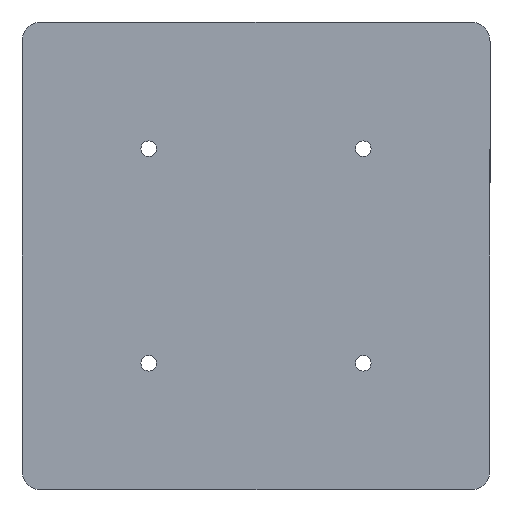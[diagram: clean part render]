
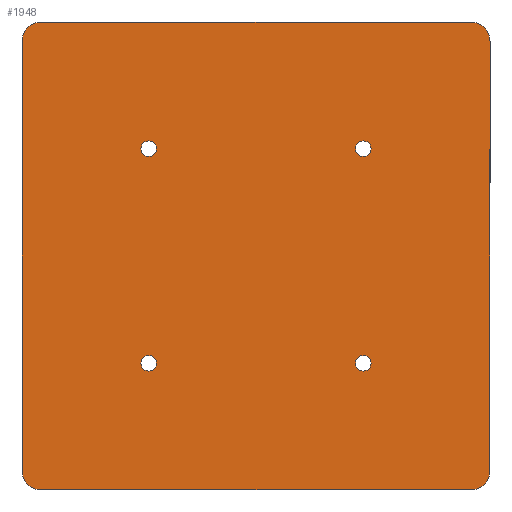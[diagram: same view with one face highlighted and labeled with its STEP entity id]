
A CAD part, front view. The second image highlights one B-rep face of the part: STEP entity #1948.
In plain terms, the highlighted planar face has unit normal (0, -1, 0).
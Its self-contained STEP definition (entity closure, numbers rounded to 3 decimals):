
#13 = DIRECTION ( 'NONE',  ( 0., 0., 1. ) ) ;
#15 = CARTESIAN_POINT ( 'NONE',  ( 0., 0., 0. ) ) ;
#75 = VECTOR ( 'NONE', #2808, 1000. ) ;
#94 = CARTESIAN_POINT ( 'NONE',  ( 26., 0., 26. ) ) ;
#108 = EDGE_CURVE ( 'NONE', #240, #2156, #2773, .T. ) ;
#128 = FACE_BOUND ( 'NONE', #2106, .T. ) ;
#133 = CARTESIAN_POINT ( 'NONE',  ( 0., 0., 96. ) ) ;
#185 = VERTEX_POINT ( 'NONE', #1502 ) ;
#233 = CIRCLE ( 'NONE', #408, 1.6 ) ;
#240 = VERTEX_POINT ( 'NONE', #1341 ) ;
#272 = VERTEX_POINT ( 'NONE', #1634 ) ;
#284 = DIRECTION ( 'NONE',  ( 0., 0., 1. ) ) ;
#297 = CARTESIAN_POINT ( 'NONE',  ( 26., 0., 26. ) ) ;
#301 = AXIS2_PLACEMENT_3D ( 'NONE', #1474, #1417, #609 ) ;
#360 = CIRCLE ( 'NONE', #1238, 4. ) ;
#367 = DIRECTION ( 'NONE',  ( 0., -1., 0. ) ) ;
#408 = AXIS2_PLACEMENT_3D ( 'NONE', #94, #1496, #3313 ) ;
#409 = AXIS2_PLACEMENT_3D ( 'NONE', #297, #566, #2427 ) ;
#430 = ORIENTED_EDGE ( 'NONE', *, *, #785, .F. ) ;
#445 = VERTEX_POINT ( 'NONE', #465 ) ;
#456 = ORIENTED_EDGE ( 'NONE', *, *, #2330, .T. ) ;
#465 = CARTESIAN_POINT ( 'NONE',  ( 96., 0., 92. ) ) ;
#499 = AXIS2_PLACEMENT_3D ( 'NONE', #1805, #1574, #3076 ) ;
#500 = VERTEX_POINT ( 'NONE', #2394 ) ;
#553 = DIRECTION ( 'NONE',  ( 0., 0., 1. ) ) ;
#566 = DIRECTION ( 'NONE',  ( 0., -1., 0. ) ) ;
#567 = CARTESIAN_POINT ( 'NONE',  ( 70., 0., 70. ) ) ;
#576 = CARTESIAN_POINT ( 'NONE',  ( 92., 0., 4. ) ) ;
#584 = LINE ( 'NONE', #133, #2176 ) ;
#586 = ORIENTED_EDGE ( 'NONE', *, *, #1338, .F. ) ;
#592 = DIRECTION ( 'NONE',  ( 0., 0., 1. ) ) ;
#596 = EDGE_CURVE ( 'NONE', #500, #1251, #2011, .T. ) ;
#609 = DIRECTION ( 'NONE',  ( 0., 0., 1. ) ) ;
#626 = AXIS2_PLACEMENT_3D ( 'NONE', #1721, #2514, #3272 ) ;
#646 = ORIENTED_EDGE ( 'NONE', *, *, #2835, .F. ) ;
#659 = ORIENTED_EDGE ( 'NONE', *, *, #2499, .F. ) ;
#701 = EDGE_CURVE ( 'NONE', #2880, #993, #2664, .T. ) ;
#785 = EDGE_CURVE ( 'NONE', #1400, #1572, #3288, .T. ) ;
#828 = DIRECTION ( 'NONE',  ( 0., 0., 1. ) ) ;
#843 = CIRCLE ( 'NONE', #3134, 1.6 ) ;
#847 = CARTESIAN_POINT ( 'NONE',  ( 4., 0., 4. ) ) ;
#896 = CIRCLE ( 'NONE', #2960, 1.6 ) ;
#913 = FACE_OUTER_BOUND ( 'NONE', #2460, .T. ) ;
#937 = AXIS2_PLACEMENT_3D ( 'NONE', #1734, #367, #1941 ) ;
#949 = VERTEX_POINT ( 'NONE', #1639 ) ;
#977 = VERTEX_POINT ( 'NONE', #3223 ) ;
#982 = DIRECTION ( 'NONE',  ( 0., 0., 1. ) ) ;
#993 = VERTEX_POINT ( 'NONE', #1313 ) ;
#1008 = CARTESIAN_POINT ( 'NONE',  ( 26., 0., 24.4 ) ) ;
#1052 = EDGE_CURVE ( 'NONE', #500, #1152, #584, .T. ) ;
#1064 = CIRCLE ( 'NONE', #2251, 4. ) ;
#1084 = CARTESIAN_POINT ( 'NONE',  ( 26., 0., 27.6 ) ) ;
#1113 = ORIENTED_EDGE ( 'NONE', *, *, #2999, .T. ) ;
#1152 = VERTEX_POINT ( 'NONE', #1438 ) ;
#1163 = EDGE_CURVE ( 'NONE', #2374, #1715, #233, .T. ) ;
#1166 = CARTESIAN_POINT ( 'NONE',  ( 92., 0., 0. ) ) ;
#1185 = DIRECTION ( 'NONE',  ( -1., 0., 0. ) ) ;
#1196 = CARTESIAN_POINT ( 'NONE',  ( 26., 0., 71.6 ) ) ;
#1238 = AXIS2_PLACEMENT_3D ( 'NONE', #2324, #3382, #982 ) ;
#1251 = VERTEX_POINT ( 'NONE', #3381 ) ;
#1309 = DIRECTION ( 'NONE',  ( 0., 0., -1. ) ) ;
#1313 = CARTESIAN_POINT ( 'NONE',  ( 96., 0., 4. ) ) ;
#1338 = EDGE_CURVE ( 'NONE', #1715, #2374, #2131, .T. ) ;
#1339 = CARTESIAN_POINT ( 'NONE',  ( 96., 0., 0. ) ) ;
#1341 = CARTESIAN_POINT ( 'NONE',  ( 26., 0., 68.4 ) ) ;
#1349 = EDGE_LOOP ( 'NONE', ( #1803, #659 ) ) ;
#1372 = DIRECTION ( 'NONE',  ( 0., 1., 0. ) ) ;
#1400 = VERTEX_POINT ( 'NONE', #1660 ) ;
#1417 = DIRECTION ( 'NONE',  ( 0., -1., 0. ) ) ;
#1438 = CARTESIAN_POINT ( 'NONE',  ( 92., 0., 96. ) ) ;
#1474 = CARTESIAN_POINT ( 'NONE',  ( 26., 0., 70. ) ) ;
#1475 = DIRECTION ( 'NONE',  ( 0., 0., 1. ) ) ;
#1491 = CARTESIAN_POINT ( 'NONE',  ( 70., 0., 27.6 ) ) ;
#1496 = DIRECTION ( 'NONE',  ( 0., -1., 0. ) ) ;
#1502 = CARTESIAN_POINT ( 'NONE',  ( 70., 0., 68.4 ) ) ;
#1572 = VERTEX_POINT ( 'NONE', #1491 ) ;
#1574 = DIRECTION ( 'NONE',  ( 0., -1., 0. ) ) ;
#1634 = CARTESIAN_POINT ( 'NONE',  ( 0., 0., 4. ) ) ;
#1639 = CARTESIAN_POINT ( 'NONE',  ( 70., 0., 71.6 ) ) ;
#1660 = CARTESIAN_POINT ( 'NONE',  ( 70., 0., 24.4 ) ) ;
#1703 = ORIENTED_EDGE ( 'NONE', *, *, #2934, .F. ) ;
#1706 = DIRECTION ( 'NONE',  ( 0., -1., 0. ) ) ;
#1715 = VERTEX_POINT ( 'NONE', #1008 ) ;
#1721 = CARTESIAN_POINT ( 'NONE',  ( 70., 0., 70. ) ) ;
#1725 = FACE_BOUND ( 'NONE', #1885, .T. ) ;
#1734 = CARTESIAN_POINT ( 'NONE',  ( 70., 0., 26. ) ) ;
#1803 = ORIENTED_EDGE ( 'NONE', *, *, #2133, .F. ) ;
#1805 = CARTESIAN_POINT ( 'NONE',  ( 26., 0., 70. ) ) ;
#1885 = EDGE_LOOP ( 'NONE', ( #2297, #2956 ) ) ;
#1928 = DIRECTION ( 'NONE',  ( 0., -1., 0. ) ) ;
#1931 = ORIENTED_EDGE ( 'NONE', *, *, #2198, .F. ) ;
#1941 = DIRECTION ( 'NONE',  ( 0., 0., 1. ) ) ;
#1947 = DIRECTION ( 'NONE',  ( 0., -1., 0. ) ) ;
#1948 = ADVANCED_FACE ( 'NONE', ( #128, #1725, #2257, #3315, #913 ), #3199, .F. ) ;
#2011 = CIRCLE ( 'NONE', #3164, 4. ) ;
#2041 = LINE ( 'NONE', #2541, #2472 ) ;
#2049 = CARTESIAN_POINT ( 'NONE',  ( 0., 0., 0. ) ) ;
#2106 = EDGE_LOOP ( 'NONE', ( #1703, #430 ) ) ;
#2131 = CIRCLE ( 'NONE', #409, 1.6 ) ;
#2133 = EDGE_CURVE ( 'NONE', #949, #185, #3016, .T. ) ;
#2141 = VECTOR ( 'NONE', #1309, 1000. ) ;
#2156 = VERTEX_POINT ( 'NONE', #1196 ) ;
#2176 = VECTOR ( 'NONE', #2477, 1000. ) ;
#2198 = EDGE_CURVE ( 'NONE', #445, #993, #2449, .T. ) ;
#2251 = AXIS2_PLACEMENT_3D ( 'NONE', #847, #1928, #592 ) ;
#2257 = FACE_BOUND ( 'NONE', #1349, .T. ) ;
#2297 = ORIENTED_EDGE ( 'NONE', *, *, #3065, .F. ) ;
#2324 = CARTESIAN_POINT ( 'NONE',  ( 92., 0., 92. ) ) ;
#2330 = EDGE_CURVE ( 'NONE', #445, #1152, #360, .T. ) ;
#2344 = CARTESIAN_POINT ( 'NONE',  ( 70., 0., 26. ) ) ;
#2374 = VERTEX_POINT ( 'NONE', #1084 ) ;
#2394 = CARTESIAN_POINT ( 'NONE',  ( 4., 0., 96. ) ) ;
#2407 = DIRECTION ( 'NONE',  ( 0., -1., 0. ) ) ;
#2424 = ORIENTED_EDGE ( 'NONE', *, *, #1163, .F. ) ;
#2427 = DIRECTION ( 'NONE',  ( 0., 0., 1. ) ) ;
#2448 = ORIENTED_EDGE ( 'NONE', *, *, #3133, .F. ) ;
#2449 = LINE ( 'NONE', #1339, #2141 ) ;
#2460 = EDGE_LOOP ( 'NONE', ( #1931, #456, #3101, #2743, #2448, #1113, #646, #2785 ) ) ;
#2472 = VECTOR ( 'NONE', #1185, 1000. ) ;
#2477 = DIRECTION ( 'NONE',  ( 1., 0., 0. ) ) ;
#2499 = EDGE_CURVE ( 'NONE', #185, #949, #896, .T. ) ;
#2514 = DIRECTION ( 'NONE',  ( 0., -1., 0. ) ) ;
#2533 = AXIS2_PLACEMENT_3D ( 'NONE', #15, #1372, #553 ) ;
#2541 = CARTESIAN_POINT ( 'NONE',  ( 0., 0., 0. ) ) ;
#2580 = LINE ( 'NONE', #2049, #75 ) ;
#2604 = DIRECTION ( 'NONE',  ( 0., -1., 0. ) ) ;
#2664 = CIRCLE ( 'NONE', #3116, 4. ) ;
#2699 = CARTESIAN_POINT ( 'NONE',  ( 4., 0., 92. ) ) ;
#2743 = ORIENTED_EDGE ( 'NONE', *, *, #596, .T. ) ;
#2773 = CIRCLE ( 'NONE', #499, 1.6 ) ;
#2785 = ORIENTED_EDGE ( 'NONE', *, *, #701, .T. ) ;
#2808 = DIRECTION ( 'NONE',  ( 0., 0., 1. ) ) ;
#2835 = EDGE_CURVE ( 'NONE', #2880, #977, #2041, .T. ) ;
#2880 = VERTEX_POINT ( 'NONE', #1166 ) ;
#2934 = EDGE_CURVE ( 'NONE', #1572, #1400, #843, .T. ) ;
#2956 = ORIENTED_EDGE ( 'NONE', *, *, #108, .F. ) ;
#2960 = AXIS2_PLACEMENT_3D ( 'NONE', #567, #2407, #13 ) ;
#2966 = CIRCLE ( 'NONE', #301, 1.6 ) ;
#2999 = EDGE_CURVE ( 'NONE', #272, #977, #1064, .T. ) ;
#3016 = CIRCLE ( 'NONE', #626, 1.6 ) ;
#3036 = EDGE_LOOP ( 'NONE', ( #2424, #586 ) ) ;
#3065 = EDGE_CURVE ( 'NONE', #2156, #240, #2966, .T. ) ;
#3076 = DIRECTION ( 'NONE',  ( 0., 0., 1. ) ) ;
#3101 = ORIENTED_EDGE ( 'NONE', *, *, #1052, .F. ) ;
#3116 = AXIS2_PLACEMENT_3D ( 'NONE', #576, #1706, #1475 ) ;
#3133 = EDGE_CURVE ( 'NONE', #272, #1251, #2580, .T. ) ;
#3134 = AXIS2_PLACEMENT_3D ( 'NONE', #2344, #2604, #284 ) ;
#3164 = AXIS2_PLACEMENT_3D ( 'NONE', #2699, #1947, #828 ) ;
#3199 = PLANE ( 'NONE',  #2533 ) ;
#3223 = CARTESIAN_POINT ( 'NONE',  ( 4., 0., 0. ) ) ;
#3272 = DIRECTION ( 'NONE',  ( 0., 0., 1. ) ) ;
#3288 = CIRCLE ( 'NONE', #937, 1.6 ) ;
#3313 = DIRECTION ( 'NONE',  ( 0., 0., 1. ) ) ;
#3315 = FACE_BOUND ( 'NONE', #3036, .T. ) ;
#3381 = CARTESIAN_POINT ( 'NONE',  ( 0., 0., 92. ) ) ;
#3382 = DIRECTION ( 'NONE',  ( 0., -1., 0. ) ) ;
